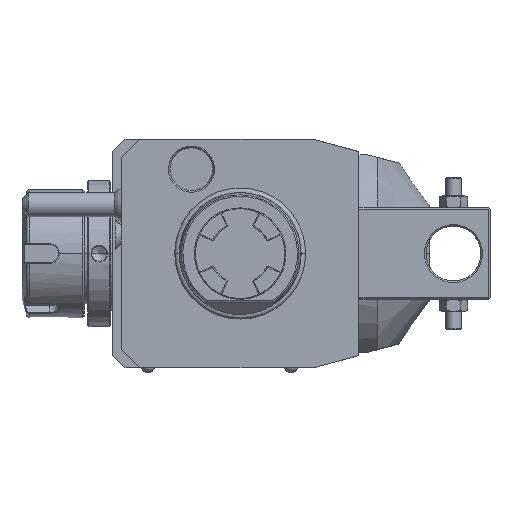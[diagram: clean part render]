
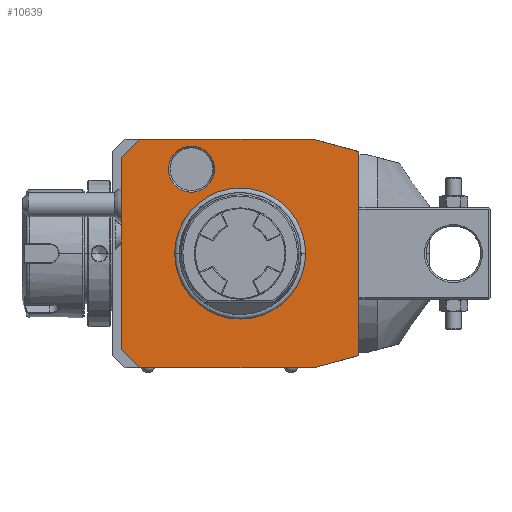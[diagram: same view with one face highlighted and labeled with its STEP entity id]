
A CAD part, front view. The second image highlights one B-rep face of the part: STEP entity #10639.
In plain terms, the highlighted planar face has unit normal (0, -1, 0).
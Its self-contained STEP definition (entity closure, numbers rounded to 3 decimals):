
#1=DIRECTION('',(-0.966,0.,0.259));
#2=VECTOR('',#1,15.529);
#3=CARTESIAN_POINT('',(39.,0.,33.481));
#4=LINE('',#3,#2);
#5=DIRECTION('',(0.,0.,1.));
#6=VECTOR('',#5,66.962);
#7=CARTESIAN_POINT('',(39.,0.,-33.481));
#8=LINE('',#7,#6);
#9=DIRECTION('',(0.966,0.,0.259));
#10=VECTOR('',#9,15.529);
#11=CARTESIAN_POINT('',(24.,0.,-37.5));
#12=LINE('',#11,#10);
#13=DIRECTION('',(1.,0.,0.));
#14=VECTOR('',#13,57.);
#15=CARTESIAN_POINT('',(-33.,0.,-37.5));
#16=LINE('',#15,#14);
#17=DIRECTION('',(0.707,0.,-0.707));
#18=VECTOR('',#17,8.485);
#19=CARTESIAN_POINT('',(-39.,0.,-31.5));
#20=LINE('',#19,#18);
#21=DIRECTION('',(0.,0.,-1.));
#22=VECTOR('',#21,63.);
#23=CARTESIAN_POINT('',(-39.,0.,31.5));
#24=LINE('',#23,#22);
#25=DIRECTION('',(-0.707,0.,-0.707));
#26=VECTOR('',#25,8.485);
#27=CARTESIAN_POINT('',(-33.,0.,37.5));
#28=LINE('',#27,#26);
#29=DIRECTION('',(-1.,0.,0.));
#30=VECTOR('',#29,57.);
#31=CARTESIAN_POINT('',(24.,0.,37.5));
#32=LINE('',#31,#30);
#33=CARTESIAN_POINT('',(-16.,0.,27.713));
#34=DIRECTION('',(0.,1.,0.));
#35=DIRECTION('',(1.,0.,0.));
#36=AXIS2_PLACEMENT_3D('',#33,#34,#35);
#38=CARTESIAN_POINT('',(-16.,0.,27.713));
#39=DIRECTION('',(0.,1.,0.));
#40=DIRECTION('',(-1.,0.,0.));
#41=AXIS2_PLACEMENT_3D('',#38,#39,#40);
#7474=CARTESIAN_POINT('',(0.,0.,0.));
#7475=DIRECTION('',(0.,1.,0.));
#7476=DIRECTION('',(-1.,0.,0.));
#7477=AXIS2_PLACEMENT_3D('',#7474,#7475,#7476);
#7479=CARTESIAN_POINT('',(0.,0.,0.));
#7480=DIRECTION('',(0.,1.,0.));
#7481=DIRECTION('',(1.,0.,0.));
#7482=AXIS2_PLACEMENT_3D('',#7479,#7480,#7481);
#9511=CARTESIAN_POINT('',(-8.423,0.,27.713));
#9512=CARTESIAN_POINT('',(-23.577,0.,27.713));
#9513=VERTEX_POINT('',#9511);
#9514=VERTEX_POINT('',#9512);
#10404=CARTESIAN_POINT('',(39.,0.,33.481));
#10405=CARTESIAN_POINT('',(24.,0.,37.5));
#10406=VERTEX_POINT('',#10404);
#10407=VERTEX_POINT('',#10405);
#10408=CARTESIAN_POINT('',(-33.,0.,37.5));
#10409=VERTEX_POINT('',#10408);
#10410=CARTESIAN_POINT('',(-39.,0.,31.5));
#10411=VERTEX_POINT('',#10410);
#10412=CARTESIAN_POINT('',(-39.,0.,-31.5));
#10413=VERTEX_POINT('',#10412);
#10414=CARTESIAN_POINT('',(-33.,0.,-37.5));
#10415=VERTEX_POINT('',#10414);
#10416=CARTESIAN_POINT('',(24.,0.,-37.5));
#10417=VERTEX_POINT('',#10416);
#10418=CARTESIAN_POINT('',(39.,0.,-33.481));
#10419=VERTEX_POINT('',#10418);
#10496=CARTESIAN_POINT('',(-21.137,0.,0.));
#10497=CARTESIAN_POINT('',(21.137,0.,0.));
#10498=VERTEX_POINT('',#10496);
#10499=VERTEX_POINT('',#10497);
#10604=CARTESIAN_POINT('',(0.,0.,0.));
#10605=DIRECTION('',(0.,-1.,0.));
#10606=DIRECTION('',(-1.,0.,0.));
#10607=AXIS2_PLACEMENT_3D('',#10604,#10605,#10606);
#10608=PLANE('',#10607);
#10610=ORIENTED_EDGE('',*,*,#10609,.F.);
#10612=ORIENTED_EDGE('',*,*,#10611,.F.);
#10614=ORIENTED_EDGE('',*,*,#10613,.F.);
#10616=ORIENTED_EDGE('',*,*,#10615,.F.);
#10618=ORIENTED_EDGE('',*,*,#10617,.F.);
#10620=ORIENTED_EDGE('',*,*,#10619,.F.);
#10622=ORIENTED_EDGE('',*,*,#10621,.F.);
#10624=ORIENTED_EDGE('',*,*,#10623,.F.);
#10625=EDGE_LOOP('',(#10610,#10612,#10614,#10616,#10618,#10620,#10622,#10624));
#10626=FACE_OUTER_BOUND('',#10625,.F.);
#10628=ORIENTED_EDGE('',*,*,#10627,.F.);
#10630=ORIENTED_EDGE('',*,*,#10629,.F.);
#10631=EDGE_LOOP('',(#10628,#10630));
#10632=FACE_BOUND('',#10631,.F.);
#10634=ORIENTED_EDGE('',*,*,#10633,.F.);
#10636=ORIENTED_EDGE('',*,*,#10635,.F.);
#10637=EDGE_LOOP('',(#10634,#10636));
#10638=FACE_BOUND('',#10637,.F.);
#37=CIRCLE('',#36,7.577);
#42=CIRCLE('',#41,7.577);
#7478=CIRCLE('',#7477,21.137);
#7483=CIRCLE('',#7482,21.137);
#10609=EDGE_CURVE('',#10406,#10407,#4,.T.);
#10611=EDGE_CURVE('',#10419,#10406,#8,.T.);
#10613=EDGE_CURVE('',#10417,#10419,#12,.T.);
#10615=EDGE_CURVE('',#10415,#10417,#16,.T.);
#10617=EDGE_CURVE('',#10413,#10415,#20,.T.);
#10619=EDGE_CURVE('',#10411,#10413,#24,.T.);
#10621=EDGE_CURVE('',#10409,#10411,#28,.T.);
#10623=EDGE_CURVE('',#10407,#10409,#32,.T.);
#10627=EDGE_CURVE('',#10498,#10499,#7478,.T.);
#10629=EDGE_CURVE('',#10499,#10498,#7483,.T.);
#10633=EDGE_CURVE('',#9513,#9514,#37,.T.);
#10635=EDGE_CURVE('',#9514,#9513,#42,.T.);
#10639=ADVANCED_FACE('',(#10626,#10632,#10638),#10608,.T.);
